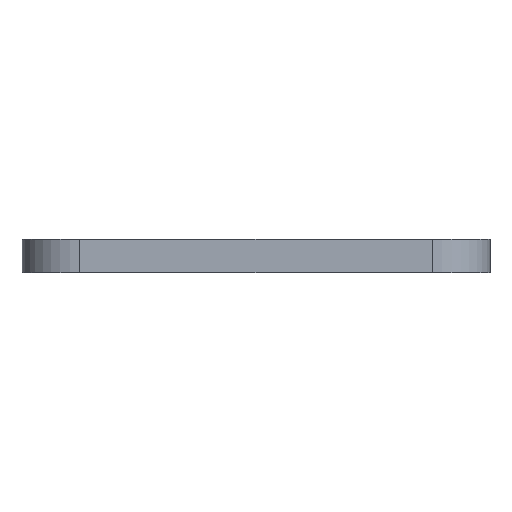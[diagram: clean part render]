
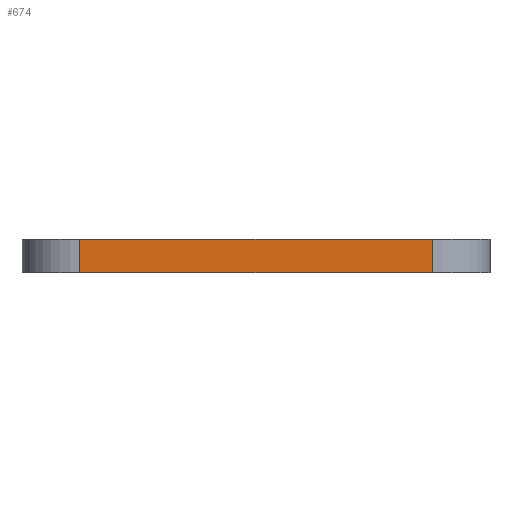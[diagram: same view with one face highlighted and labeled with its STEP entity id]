
A CAD part, front view. The second image highlights one B-rep face of the part: STEP entity #674.
In plain terms, the highlighted planar face has unit normal (0, -1, 0).
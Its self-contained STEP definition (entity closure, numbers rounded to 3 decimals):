
#37=PLANE('',#744);
#71=FACE_OUTER_BOUND('',#105,.T.);
#105=EDGE_LOOP('',(#564,#565,#566,#567));
#172=LINE('',#1097,#246);
#181=LINE('',#1124,#255);
#182=LINE('',#1126,#256);
#183=LINE('',#1127,#257);
#246=VECTOR('',#899,10.);
#255=VECTOR('',#926,10.);
#256=VECTOR('',#929,10.);
#257=VECTOR('',#930,10.);
#333=VERTEX_POINT('',#1094);
#334=VERTEX_POINT('',#1096);
#342=VERTEX_POINT('',#1120);
#343=VERTEX_POINT('',#1122);
#423=EDGE_CURVE('',#333,#334,#172,.T.);
#437=EDGE_CURVE('',#342,#343,#181,.T.);
#438=EDGE_CURVE('',#333,#342,#182,.T.);
#439=EDGE_CURVE('',#334,#343,#183,.T.);
#564=ORIENTED_EDGE('',*,*,#438,.T.);
#565=ORIENTED_EDGE('',*,*,#437,.T.);
#566=ORIENTED_EDGE('',*,*,#439,.F.);
#567=ORIENTED_EDGE('',*,*,#423,.F.);
#674=ADVANCED_FACE('',(#71),#37,.T.);
#744=AXIS2_PLACEMENT_3D('',#1125,#927,#928);
#899=DIRECTION('',(0.,0.,1.));
#926=DIRECTION('',(0.,0.,1.));
#927=DIRECTION('center_axis',(0.,-1.,0.));
#928=DIRECTION('ref_axis',(1.,0.,0.));
#929=DIRECTION('',(1.,0.,0.));
#930=DIRECTION('',(1.,0.,0.));
#1094=CARTESIAN_POINT('',(2.078,0.,0.));
#1096=CARTESIAN_POINT('',(2.078,0.,0.7));
#1097=CARTESIAN_POINT('',(2.078,0.,0.));
#1120=CARTESIAN_POINT('',(9.422,0.,0.));
#1122=CARTESIAN_POINT('',(9.422,0.,0.7));
#1124=CARTESIAN_POINT('',(9.422,0.,0.));
#1125=CARTESIAN_POINT('Origin',(2.078,0.,0.));
#1126=CARTESIAN_POINT('',(2.078,0.,0.));
#1127=CARTESIAN_POINT('',(2.078,0.,0.7));
